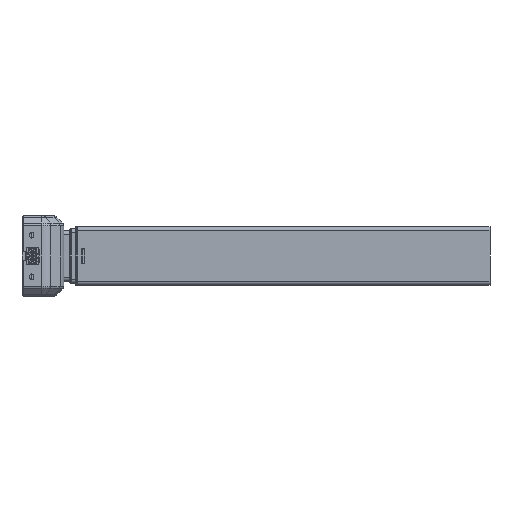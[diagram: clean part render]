
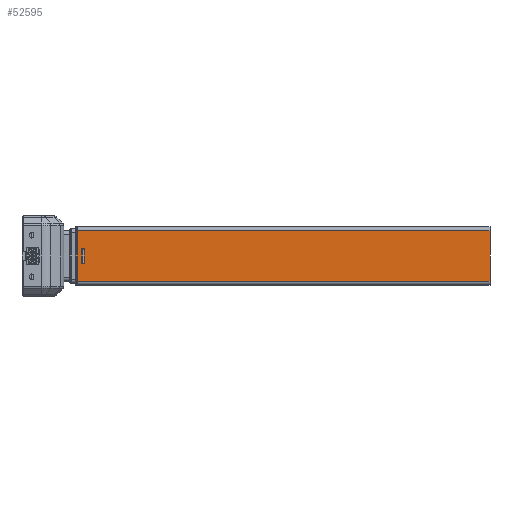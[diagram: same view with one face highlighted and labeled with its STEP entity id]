
A CAD part, left-side view. The second image highlights one B-rep face of the part: STEP entity #52595.
In plain terms, the highlighted planar face has unit normal (-1, 0, 0).
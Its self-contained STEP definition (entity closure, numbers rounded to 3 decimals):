
#1684 = PLANE ( 'NONE',  #90653 ) ;
#2607 = VECTOR ( 'NONE', #84301, 1000. ) ;
#2645 = CARTESIAN_POINT ( 'NONE',  ( -35., 0., 30.5 ) ) ;
#3487 = CARTESIAN_POINT ( 'NONE',  ( -35., 488.417, 30.5 ) ) ;
#3605 = EDGE_CURVE ( 'NONE', #59616, #50165, #43037, .T. ) ;
#5170 = CARTESIAN_POINT ( 'NONE',  ( -35., 0., 8.417 ) ) ;
#5937 = VECTOR ( 'NONE', #65211, 1000. ) ;
#6323 = VECTOR ( 'NONE', #37655, 1000. ) ;
#7857 = EDGE_CURVE ( 'NONE', #15643, #59224, #82543, .T. ) ;
#12013 = CARTESIAN_POINT ( 'NONE',  ( -35., 484.783, -8.417 ) ) ;
#12522 = CARTESIAN_POINT ( 'NONE',  ( -35., 494., -30.5 ) ) ;
#13055 = LINE ( 'NONE', #5170, #67914 ) ;
#15643 = VERTEX_POINT ( 'NONE', #12013 ) ;
#16296 = EDGE_LOOP ( 'NONE', ( #89680, #18371, #31468, #55127 ) ) ;
#18371 = ORIENTED_EDGE ( 'NONE', *, *, #77238, .F. ) ;
#18447 = VERTEX_POINT ( 'NONE', #29972 ) ;
#18774 = CARTESIAN_POINT ( 'NONE',  ( -35., 0., -8.417 ) ) ;
#20021 = VECTOR ( 'NONE', #73776, 1000. ) ;
#21341 = CARTESIAN_POINT ( 'NONE',  ( -35., 0., -30.5 ) ) ;
#22096 = VECTOR ( 'NONE', #58435, 1000. ) ;
#27650 = EDGE_CURVE ( 'NONE', #59224, #18447, #13055, .T. ) ;
#28136 = DIRECTION ( 'NONE',  ( 0., 0., -1. ) ) ;
#29972 = CARTESIAN_POINT ( 'NONE',  ( -35., 488.417, 8.417 ) ) ;
#30327 = LINE ( 'NONE', #52964, #95702 ) ;
#31468 = ORIENTED_EDGE ( 'NONE', *, *, #27650, .F. ) ;
#32753 = VECTOR ( 'NONE', #28136, 1000. ) ;
#34082 = CARTESIAN_POINT ( 'NONE',  ( -35., 494., -30.5 ) ) ;
#34728 = LINE ( 'NONE', #12522, #6323 ) ;
#35387 = LINE ( 'NONE', #57528, #20021 ) ;
#36165 = ORIENTED_EDGE ( 'NONE', *, *, #76132, .F. ) ;
#37655 = DIRECTION ( 'NONE',  ( 0., 0., 1. ) ) ;
#40010 = EDGE_CURVE ( 'NONE', #59616, #40228, #30327, .T. ) ;
#40121 = FACE_OUTER_BOUND ( 'NONE', #71371, .T. ) ;
#40228 = VERTEX_POINT ( 'NONE', #34082 ) ;
#43037 = LINE ( 'NONE', #21341, #5937 ) ;
#47984 = DIRECTION ( 'NONE',  ( 0., -1., 0. ) ) ;
#50165 = VERTEX_POINT ( 'NONE', #72251 ) ;
#52593 = VERTEX_POINT ( 'NONE', #54905 ) ;
#52595 = ADVANCED_FACE ( 'NONE', ( #40121, #69213 ), #1684, .F. ) ;
#52964 = CARTESIAN_POINT ( 'NONE',  ( -35., 0., -30.5 ) ) ;
#54905 = CARTESIAN_POINT ( 'NONE',  ( -35., 488.417, -8.417 ) ) ;
#55127 = ORIENTED_EDGE ( 'NONE', *, *, #7857, .F. ) ;
#56046 = CARTESIAN_POINT ( 'NONE',  ( -35., 494., 30.5 ) ) ;
#57528 = CARTESIAN_POINT ( 'NONE',  ( -35., 0., 30.5 ) ) ;
#58435 = DIRECTION ( 'NONE',  ( 0., 0., 1. ) ) ;
#58897 = DIRECTION ( 'NONE',  ( 0., 1., 0. ) ) ;
#59224 = VERTEX_POINT ( 'NONE', #62607 ) ;
#59616 = VERTEX_POINT ( 'NONE', #81250 ) ;
#62607 = CARTESIAN_POINT ( 'NONE',  ( -35., 484.783, 8.417 ) ) ;
#64351 = DIRECTION ( 'NONE',  ( 0., 1., 0. ) ) ;
#65211 = DIRECTION ( 'NONE',  ( 0., 0., 1. ) ) ;
#65482 = EDGE_CURVE ( 'NONE', #40228, #80812, #34728, .T. ) ;
#67914 = VECTOR ( 'NONE', #64351, 1000. ) ;
#69213 = FACE_BOUND ( 'NONE', #16296, .T. ) ;
#70550 = ORIENTED_EDGE ( 'NONE', *, *, #3605, .T. ) ;
#70996 = LINE ( 'NONE', #18774, #2607 ) ;
#71371 = EDGE_LOOP ( 'NONE', ( #36165, #84780, #89077, #70550 ) ) ;
#72251 = CARTESIAN_POINT ( 'NONE',  ( -35., 0., 30.5 ) ) ;
#73776 = DIRECTION ( 'NONE',  ( 0., -1., 0. ) ) ;
#74207 = EDGE_CURVE ( 'NONE', #52593, #15643, #70996, .T. ) ;
#76132 = EDGE_CURVE ( 'NONE', #80812, #50165, #35387, .T. ) ;
#77238 = EDGE_CURVE ( 'NONE', #18447, #52593, #95606, .T. ) ;
#80812 = VERTEX_POINT ( 'NONE', #56046 ) ;
#81250 = CARTESIAN_POINT ( 'NONE',  ( -35., 0., -30.5 ) ) ;
#82543 = LINE ( 'NONE', #95881, #22096 ) ;
#84301 = DIRECTION ( 'NONE',  ( 0., -1., 0. ) ) ;
#84457 = DIRECTION ( 'NONE',  ( 1., 0., 0. ) ) ;
#84780 = ORIENTED_EDGE ( 'NONE', *, *, #65482, .F. ) ;
#89077 = ORIENTED_EDGE ( 'NONE', *, *, #40010, .F. ) ;
#89680 = ORIENTED_EDGE ( 'NONE', *, *, #74207, .F. ) ;
#90653 = AXIS2_PLACEMENT_3D ( 'NONE', #2645, #84457, #47984 ) ;
#95606 = LINE ( 'NONE', #3487, #32753 ) ;
#95702 = VECTOR ( 'NONE', #58897, 1000. ) ;
#95881 = CARTESIAN_POINT ( 'NONE',  ( -35., 484.783, 30.5 ) ) ;
